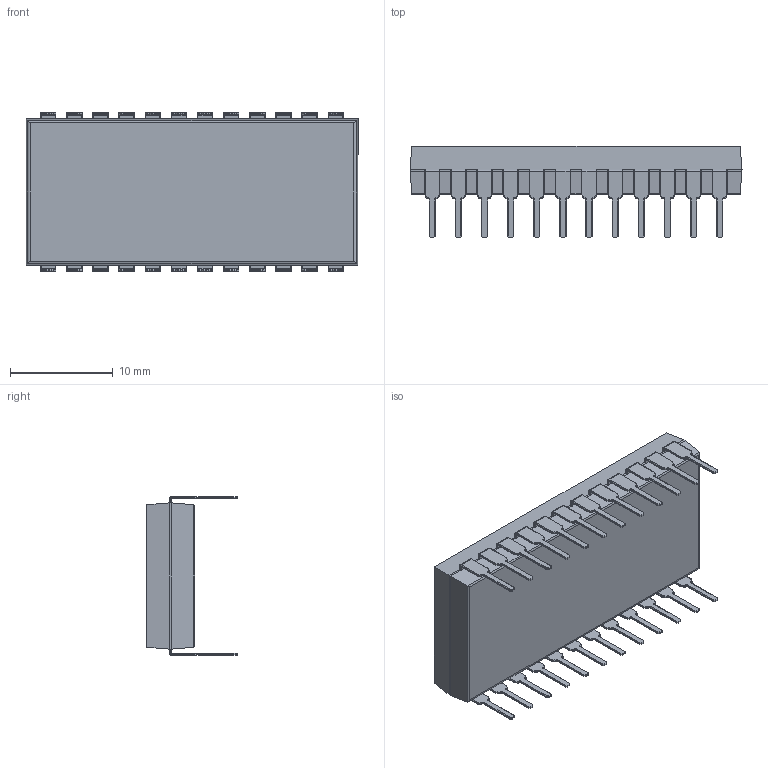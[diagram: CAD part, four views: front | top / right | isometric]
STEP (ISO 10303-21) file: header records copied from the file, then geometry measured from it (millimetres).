
FILE_DESCRIPTION (( 'STEP AP214' ), '1' );
FILE_NAME ('User Library-DIP24 Wide.STEP', '2010-11-02T01:22:06', ( 'SysAdmin' ), ( 'SolidWorks' ), 'SwSTEP 2.0', 'SolidWorks 2010', '' );
FILE_SCHEMA (( 'AUTOMOTIVE_DESIGN' ));
Length unit declared in the file: centimetre
Products named in the file (3): User Library-DIP24 Wide_K_X_F6rper DIP24 Wide_1; User Library-DIP24 Wide; User Library-DIP24 Wide_Pins Wide_1
Assembly tree (25 placements, depth 2):
  User Library-DIP24 Wide
    User Library-DIP24 Wide_Pins Wide_1  x24
    User Library-DIP24 Wide_K_X_F6rper DIP24 Wide_1
Bounding box: 32.26 x 8.9 x 15.44 mm (x, y, z)
Volume: 2148.8 mm3; surface area: 1754.1 mm2
Topology: 25 solids, 25 shells, 1945 faces, 4237 edges, 2150 vertices
Faces by surface type: cylinder 970, bspline 576, plane 399
Entity records: 4488 total; most frequent: CARTESIAN_POINT 920, DIRECTION 495, ORIENTED_EDGE 454, EDGE_CURVE 227, AXIS2_PLACEMENT_3D 183, VECTOR 129, LINE 129, VERTEX_POINT 126
